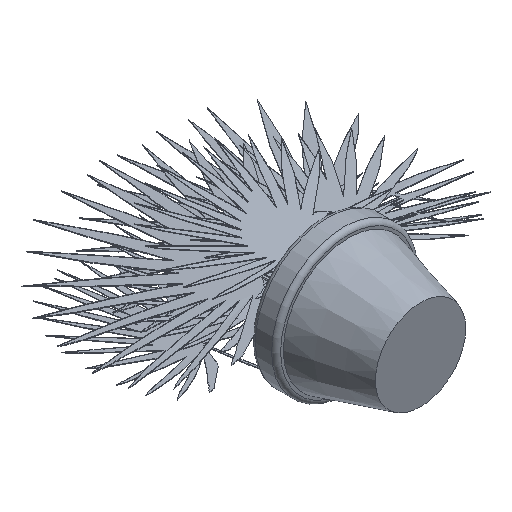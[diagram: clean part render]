
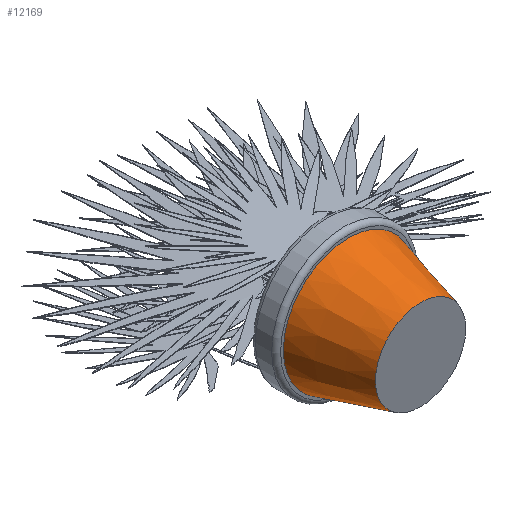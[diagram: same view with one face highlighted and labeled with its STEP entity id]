
A CAD part, isometric view. The second image highlights one B-rep face of the part: STEP entity #12169.
In plain terms, the highlighted conical face has half-angle 15.376 degrees and reference radius 180 mm.
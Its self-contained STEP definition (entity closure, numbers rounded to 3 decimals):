
#23=CONICAL_SURFACE('',#13311,180.,0.268);
#756=CIRCLE('',#13296,180.);
#757=CIRCLE('',#13297,180.);
#764=CIRCLE('',#13309,125.);
#765=CIRCLE('',#13310,125.);
#1604=FACE_OUTER_BOUND('',#2263,.T.);
#2263=EDGE_LOOP('',(#10661,#10662,#10663,#10664,#10665,#10666));
#3234=LINE('',#21517,#4319);
#4319=VECTOR('',#16377,180.);
#5556=VERTEX_POINT('',#21491);
#5557=VERTEX_POINT('',#21492);
#5563=VERTEX_POINT('',#21512);
#5564=VERTEX_POINT('',#21513);
#7287=EDGE_CURVE('',#5556,#5557,#756,.T.);
#7288=EDGE_CURVE('',#5557,#5556,#757,.T.);
#7296=EDGE_CURVE('',#5563,#5564,#764,.T.);
#7297=EDGE_CURVE('',#5564,#5563,#765,.T.);
#7298=EDGE_CURVE('',#5564,#5557,#3234,.T.);
#10661=ORIENTED_EDGE('',*,*,#7296,.T.);
#10662=ORIENTED_EDGE('',*,*,#7298,.T.);
#10663=ORIENTED_EDGE('',*,*,#7288,.T.);
#10664=ORIENTED_EDGE('',*,*,#7287,.T.);
#10665=ORIENTED_EDGE('',*,*,#7298,.F.);
#10666=ORIENTED_EDGE('',*,*,#7297,.T.);
#12169=ADVANCED_FACE('',(#1604),#23,.T.);
#13296=AXIS2_PLACEMENT_3D('',#21493,#16344,#16345);
#13297=AXIS2_PLACEMENT_3D('',#21494,#16346,#16347);
#13309=AXIS2_PLACEMENT_3D('',#21514,#16371,#16372);
#13310=AXIS2_PLACEMENT_3D('',#21515,#16373,#16374);
#13311=AXIS2_PLACEMENT_3D('',#21516,#16375,#16376);
#16344=DIRECTION('center_axis',(0.,-1.,0.));
#16345=DIRECTION('ref_axis',(1.,0.,0.));
#16346=DIRECTION('center_axis',(0.,-1.,0.));
#16347=DIRECTION('ref_axis',(1.,0.,0.));
#16371=DIRECTION('center_axis',(0.,1.,0.));
#16372=DIRECTION('ref_axis',(1.,0.,0.));
#16373=DIRECTION('center_axis',(0.,1.,0.));
#16374=DIRECTION('ref_axis',(1.,0.,0.));
#16375=DIRECTION('center_axis',(0.,1.,0.));
#16376=DIRECTION('ref_axis',(1.,0.,0.));
#16377=DIRECTION('',(-0.265,0.964,0.));
#21491=CARTESIAN_POINT('',(180.,0.,0.));
#21492=CARTESIAN_POINT('',(-180.,0.,0.));
#21493=CARTESIAN_POINT('Origin',(0.,0.,0.));
#21494=CARTESIAN_POINT('Origin',(0.,0.,0.));
#21512=CARTESIAN_POINT('',(125.,-200.,0.));
#21513=CARTESIAN_POINT('',(-125.,-200.,0.));
#21514=CARTESIAN_POINT('Origin',(0.,-200.,0.));
#21515=CARTESIAN_POINT('Origin',(0.,-200.,0.));
#21516=CARTESIAN_POINT('Origin',(0.,0.,0.));
#21517=CARTESIAN_POINT('',(-180.,0.,0.));
